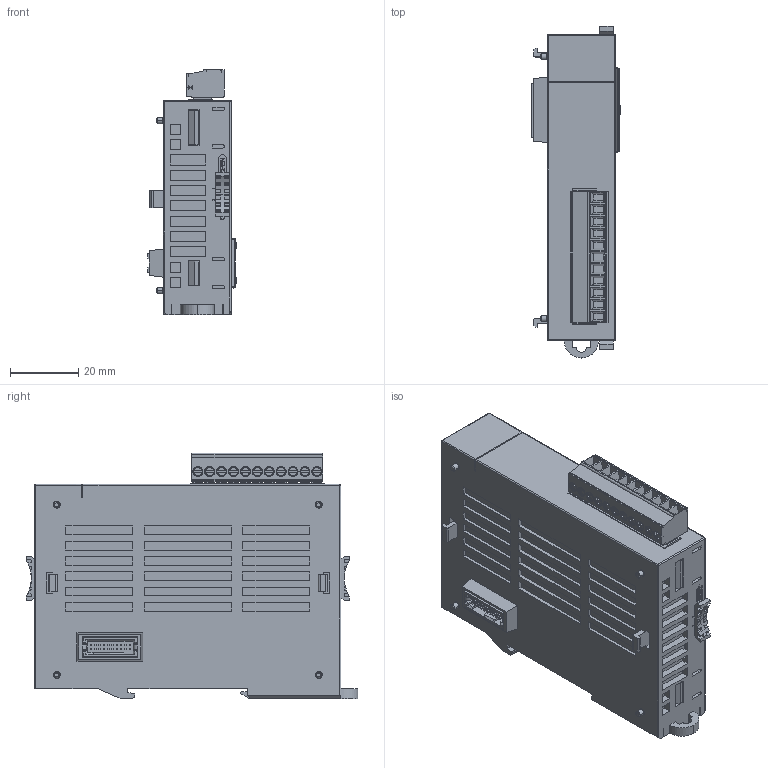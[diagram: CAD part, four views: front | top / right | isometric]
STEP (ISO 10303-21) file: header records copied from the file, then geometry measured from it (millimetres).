
FILE_DESCRIPTION (( 'STEP AP214' ), '1' );
FILE_NAME ('XBF-DV04C nc coord fxt.STEP', '2022-11-16T19:06:10', ( '' ), ( '' ), 'SwSTEP 2.0', 'SolidWorks 2021', '' );
FILE_SCHEMA (( 'AUTOMOTIVE_DESIGN' ));
Length unit declared in the file: inch
Products named in the file (1): XBF-DV04C nc coord fxt
Bounding box: 26.15 x 97.5 x 72.15 mm (x, y, z)
Volume: 109203.3 mm3; surface area: 30050.2 mm2
Topology: 1 solids, 26 shells, 2872 faces, 7828 edges, 5030 vertices
Faces by surface type: plane 2161, cylinder 494, bspline 120, cone 82, torus 15
Entity records: 93008 total; most frequent: CARTESIAN_POINT 21281, ORIENTED_EDGE 15556, DIRECTION 13769, EDGE_CURVE 7778, LINE 6049, VECTOR 6049, VERTEX_POINT 5030, AXIS2_PLACEMENT_3D 3860
